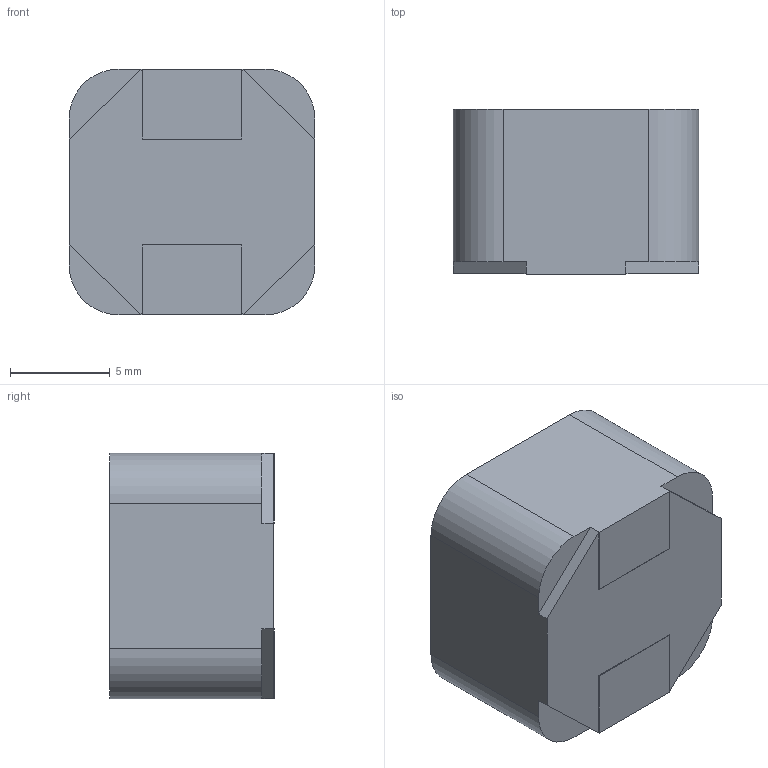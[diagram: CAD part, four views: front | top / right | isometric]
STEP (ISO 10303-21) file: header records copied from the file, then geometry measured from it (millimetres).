
FILE_DESCRIPTION (( 'STEP AP214' ), '1' );
FILE_NAME ('Coilcraft-MS612PNB.STEP', '2014-06-16T13:31:58', ( 'Windows User' ), ( '' ), 'SwSTEP 2.0', 'SolidWorks 2014', '' );
FILE_SCHEMA (( 'AUTOMOTIVE_DESIGN' ));
Length unit declared in the file: millimetre
Products named in the file (1): Coilcraft-MS612PNB
Bounding box: 12.3 x 8.25 x 12.3 mm (x, y, z)
Volume: 1186.2 mm3; surface area: 723.4 mm2
Topology: 1 solids, 1 shells, 265 faces, 746 edges, 496 vertices
Faces by surface type: bspline 199, plane 58, cylinder 8
Entity records: 13271 total; most frequent: CARTESIAN_POINT 4839, ORIENTED_EDGE 1492, EDGE_CURVE 746, DIRECTION 498, VERTEX_POINT 496, B_SPLINE_CURVE_WITH_KNOTS 398, VECTOR 332, LINE 332
